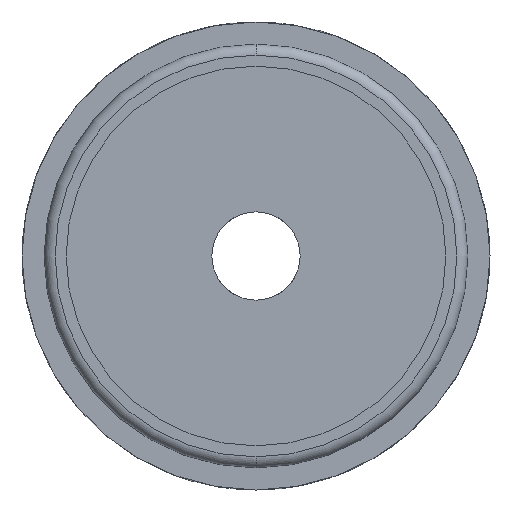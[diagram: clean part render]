
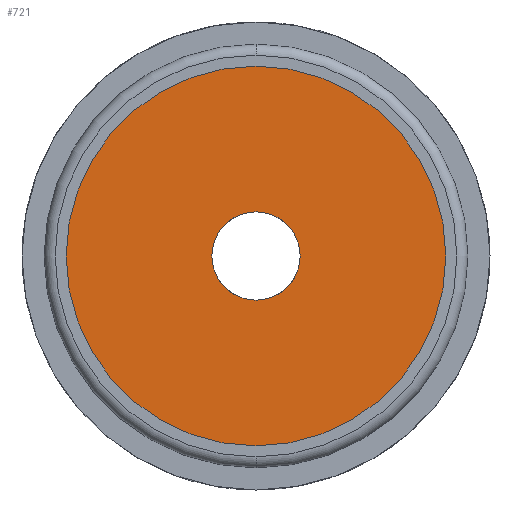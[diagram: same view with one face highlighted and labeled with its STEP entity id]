
A CAD part, front view. The second image highlights one B-rep face of the part: STEP entity #721.
In plain terms, the highlighted planar face has unit normal (0, -1, 0).
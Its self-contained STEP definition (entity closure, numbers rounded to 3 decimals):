
#1 = AXIS2_PLACEMENT_3D ( 'NONE', #1058, #434, #499 ) ;
#3 = CARTESIAN_POINT ( 'NONE',  ( 0., 30., 0. ) ) ;
#151 = EDGE_CURVE ( 'NONE', #1186, #679, #878, .T. ) ;
#195 = AXIS2_PLACEMENT_3D ( 'NONE', #1116, #990, #1308 ) ;
#199 = EDGE_LOOP ( 'NONE', ( #981, #351 ) ) ;
#218 = DIRECTION ( 'NONE',  ( 0., -1., 0. ) ) ;
#227 = DIRECTION ( 'NONE',  ( 0., -1., 0. ) ) ;
#249 = CARTESIAN_POINT ( 'NONE',  ( 0., 30., -4. ) ) ;
#286 = AXIS2_PLACEMENT_3D ( 'NONE', #3, #826, #416 ) ;
#290 = EDGE_CURVE ( 'NONE', #679, #1186, #773, .T. ) ;
#332 = FACE_BOUND ( 'NONE', #938, .T. ) ;
#348 = AXIS2_PLACEMENT_3D ( 'NONE', #397, #227, #540 ) ;
#351 = ORIENTED_EDGE ( 'NONE', *, *, #290, .T. ) ;
#397 = CARTESIAN_POINT ( 'NONE',  ( 0., 30., 0. ) ) ;
#416 = DIRECTION ( 'NONE',  ( 0., 0., -1. ) ) ;
#431 = VERTEX_POINT ( 'NONE', #249 ) ;
#434 = DIRECTION ( 'NONE',  ( 0., -1., 0. ) ) ;
#499 = DIRECTION ( 'NONE',  ( 0., 0., -1. ) ) ;
#531 = PLANE ( 'NONE',  #348 ) ;
#540 = DIRECTION ( 'NONE',  ( 0., 0., -1. ) ) ;
#547 = EDGE_CURVE ( 'NONE', #1328, #431, #1132, .T. ) ;
#644 = CARTESIAN_POINT ( 'NONE',  ( 0., 30., 17.2 ) ) ;
#679 = VERTEX_POINT ( 'NONE', #644 ) ;
#686 = EDGE_CURVE ( 'NONE', #431, #1328, #936, .T. ) ;
#719 = ORIENTED_EDGE ( 'NONE', *, *, #547, .F. ) ;
#721 = ADVANCED_FACE ( 'NONE', ( #332, #917 ), #531, .T. ) ;
#743 = CARTESIAN_POINT ( 'NONE',  ( 0., 30., 0. ) ) ;
#773 = CIRCLE ( 'NONE', #1232, 17.2 ) ;
#826 = DIRECTION ( 'NONE',  ( 0., -1., 0. ) ) ;
#836 = CARTESIAN_POINT ( 'NONE',  ( 0., 30., -17.2 ) ) ;
#867 = DIRECTION ( 'NONE',  ( 0., 0., -1. ) ) ;
#878 = CIRCLE ( 'NONE', #286, 17.2 ) ;
#917 = FACE_OUTER_BOUND ( 'NONE', #199, .T. ) ;
#921 = ORIENTED_EDGE ( 'NONE', *, *, #686, .F. ) ;
#936 = CIRCLE ( 'NONE', #1, 4. ) ;
#938 = EDGE_LOOP ( 'NONE', ( #921, #719 ) ) ;
#981 = ORIENTED_EDGE ( 'NONE', *, *, #151, .T. ) ;
#990 = DIRECTION ( 'NONE',  ( 0., -1., 0. ) ) ;
#1058 = CARTESIAN_POINT ( 'NONE',  ( 0., 30., 0. ) ) ;
#1116 = CARTESIAN_POINT ( 'NONE',  ( 0., 30., 0. ) ) ;
#1132 = CIRCLE ( 'NONE', #195, 4. ) ;
#1186 = VERTEX_POINT ( 'NONE', #836 ) ;
#1232 = AXIS2_PLACEMENT_3D ( 'NONE', #743, #218, #867 ) ;
#1272 = CARTESIAN_POINT ( 'NONE',  ( 0., 30., 4. ) ) ;
#1308 = DIRECTION ( 'NONE',  ( 0., 0., -1. ) ) ;
#1328 = VERTEX_POINT ( 'NONE', #1272 ) ;
